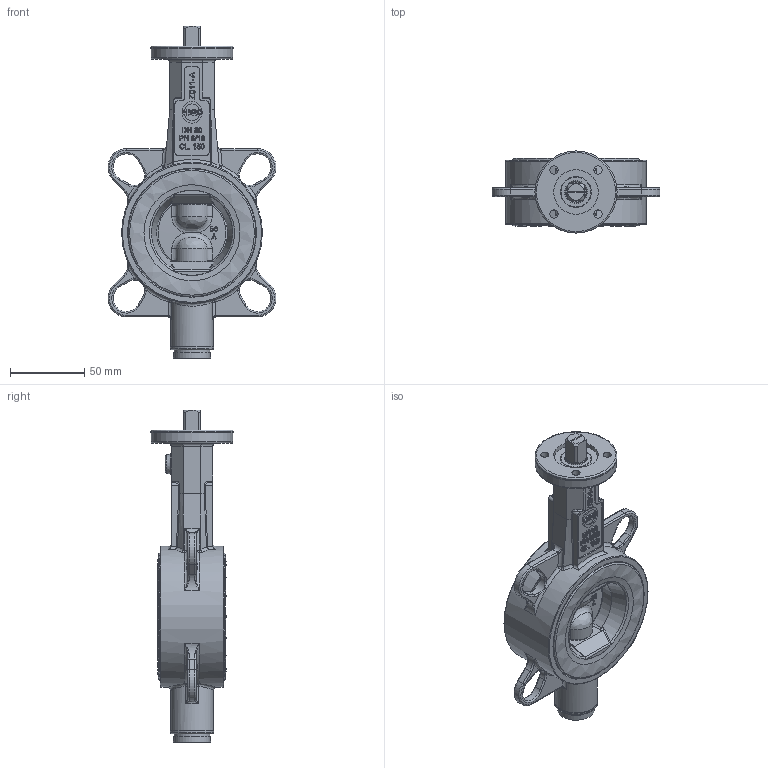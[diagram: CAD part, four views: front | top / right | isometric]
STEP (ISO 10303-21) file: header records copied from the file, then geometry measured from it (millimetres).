
FILE_DESCRIPTION((''),'2;1');
FILE_NAME('Z011-A-AL DN50.stp','2007-09-26T15:59:17',('hellwig'),(''),'Autodesk Inventor 11','Autodesk Inventor 11','');
FILE_SCHEMA(('AUTOMOTIVE_DESIGN { 1 0 10303 214 1 1 1 1 }'));
Length unit declared in the file: millimetre
Products named in the file (1): Bauteil1
Bounding box: 113.35 x 55.4 x 224 mm (x, y, z)
Volume: 345542.8 mm3; surface area: 89406 mm2
Topology: 1 solids, 16 shells, 1079 faces, 2740 edges, 1727 vertices
Faces by surface type: bspline 465, plane 331, cylinder 155, torus 84, cone 44
Full cylindrical faces by diameter (mm): 4 x1, 11 x1, 12.2 x3, 14 x8, 14.2 x1, 14.34 x2, 17 x2, 19 x1, 20 x1, 20.95 x1, 24 x1, 25 x1, 29 x1, 29.4 x1, 55 x1, 55.4 x1, 63.3 x2, 79.8 x1, 85.8 x1, 86 x1, 95 x1
Entity records: 50097 total; most frequent: CARTESIAN_POINT 27681, ORIENTED_EDGE 5094, DIRECTION 3597, EDGE_CURVE 2547, VERTEX_POINT 1675, EDGE_LOOP 1294, AXIS2_PLACEMENT_3D 1285, FACE_OUTER_BOUND 1079
